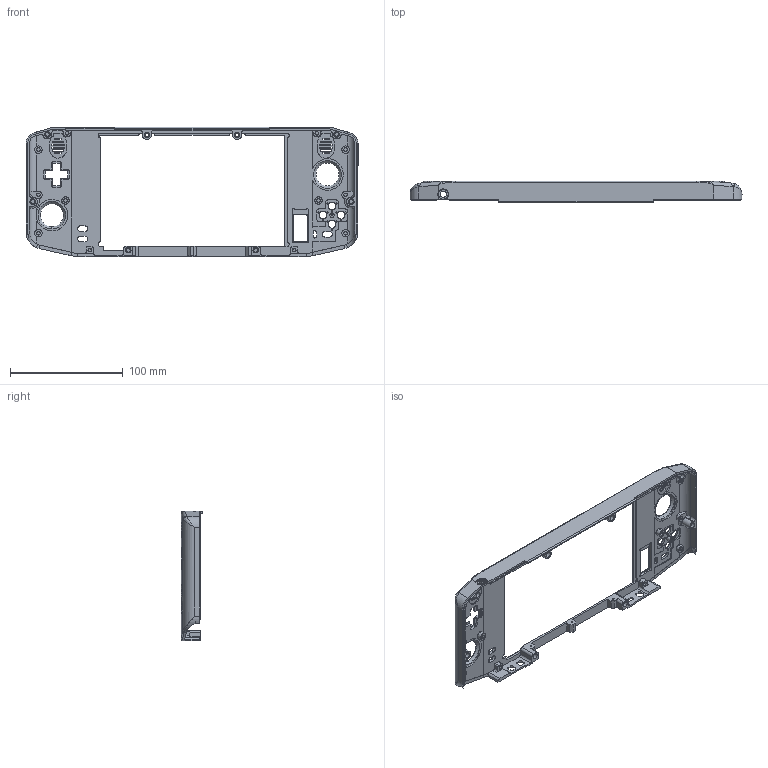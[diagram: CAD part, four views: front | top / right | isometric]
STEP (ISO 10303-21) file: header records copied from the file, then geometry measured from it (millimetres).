
FILE_DESCRIPTION (( 'STEP AP214' ), '1' );
FILE_NAME ('Housing Front.STEP', '2023-08-09T02:26:32', ( '' ), ( '' ), 'SwSTEP 2.0', 'SolidWorks 2021', '' );
FILE_SCHEMA (( 'AUTOMOTIVE_DESIGN' ));
Length unit declared in the file: millimetre
Products named in the file (1): Housing Front
Bounding box: 294 x 19 x 115 mm (x, y, z)
Volume: 66243.7 mm3; surface area: 54716.8 mm2
Topology: 1 solids, 1 shells, 771 faces, 2127 edges, 1393 vertices
Faces by surface type: cylinder 378, plane 344, bspline 35, cone 14
Entity records: 30561 total; most frequent: CARTESIAN_POINT 10895, ORIENTED_EDGE 4246, DIRECTION 4006, EDGE_CURVE 2123, AXIS2_PLACEMENT_3D 1395, VERTEX_POINT 1393, LINE 1216, VECTOR 1216
